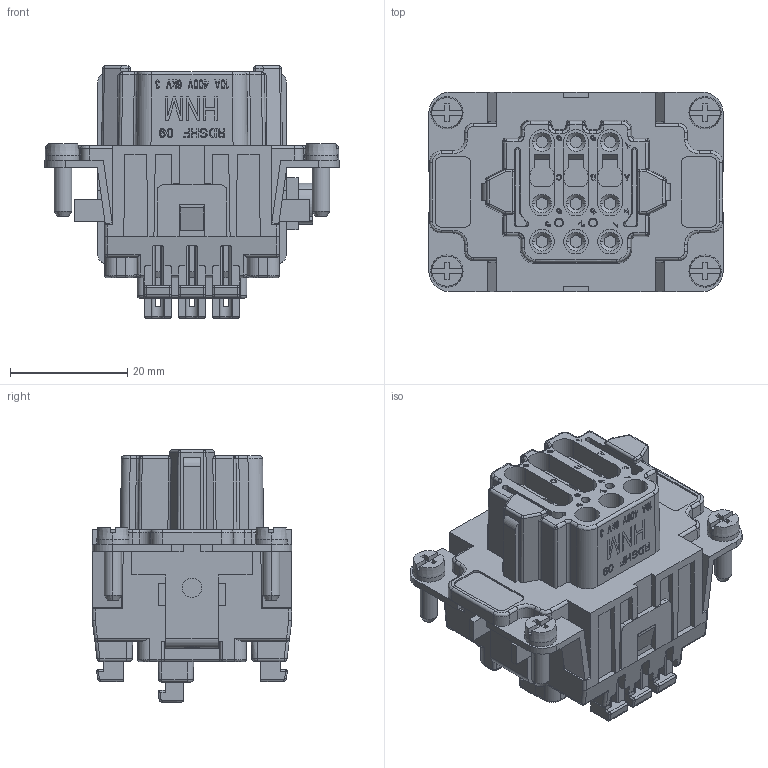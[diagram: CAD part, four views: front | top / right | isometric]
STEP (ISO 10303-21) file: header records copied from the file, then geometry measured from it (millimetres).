
FILE_DESCRIPTION(('Creo Elements/Direct Modeling STEP Export'),'2;1');
FILE_NAME('0ln7uvk5aj4m5vb1164','2021-05-06T 9:24:47',(''),(''),'Creo Elements/Direct Modeling STEP processor for AP214 (Solid Model)','Creo Elements/Direct Modeling 20.1B 02-Apr-2019 (C) Parametric Technology GmbH','');
FILE_SCHEMA(('AUTOMOTIVE_DESIGN { 1 0 10303 214 1 1 1 1 }'));
Products named in the file (2): RDSHF_09
Assembly tree (1 placements, depth 2):
  RDSHF_09
    RDSHF_09
Bounding box: 50.2 x 34 x 43 mm (x, y, z)
Volume: 28868.7 mm3; surface area: 13669.7 mm2
Topology: 1 solids, 1 shells, 1524 faces, 6145 edges, 4689 vertices
Faces by surface type: plane 835, cylinder 462, bspline 65, cone 58, torus 50, sphere 45, extrusion 9
Entity records: 80989 total; most frequent: CARTESIAN_POINT 25354, ORIENTED_EDGE 12200, DIRECTION 8852, EDGE_CURVE 6100, VERTEX_POINT 4689, VECTOR 4658, LINE 4649, AXIS2_PLACEMENT_3D 2097
